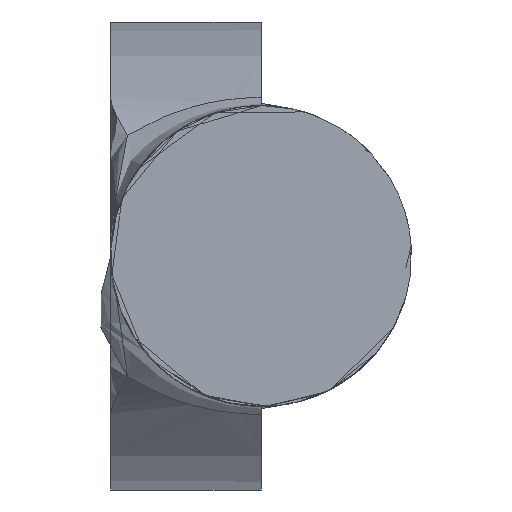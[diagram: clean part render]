
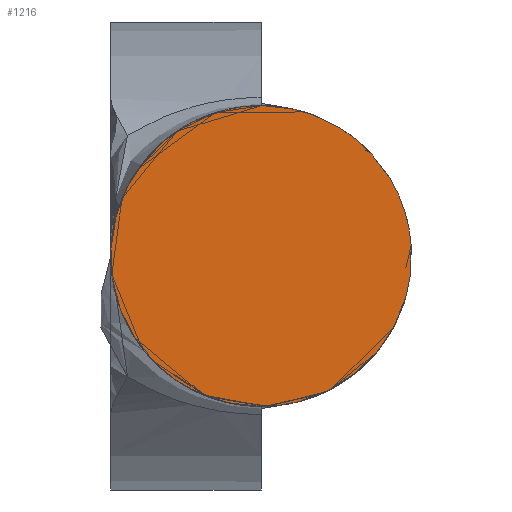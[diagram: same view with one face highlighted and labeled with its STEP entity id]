
A CAD part, left-side view. The second image highlights one B-rep face of the part: STEP entity #1216.
In plain terms, the highlighted free-form (B-spline) face has degree [1, 1] with [2, 2] control points.
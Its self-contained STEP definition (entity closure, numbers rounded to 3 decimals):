
#256=CARTESIAN_POINT('',(-1200.0,-4.5,4.5));
#257=VERTEX_POINT('',#256);
#258=CARTESIAN_POINT('',(-1200.0,-7.778,3.083));
#259=VERTEX_POINT('',#258);
#260=CARTESIAN_POINT('',(-1200.0,-4.5,4.5));
#261=CARTESIAN_POINT('',(-1200.,-6.445,4.5));
#262=CARTESIAN_POINT('',(-1200.0,-7.778,3.083));
#270=(BOUNDED_CURVE()B_SPLINE_CURVE(2,(#260,#261,#262),.UNSPECIFIED.,.F.,.U.)B_SPLINE_CURVE_WITH_KNOTS((3,3),(0.5,0.63),.UNSPECIFIED.)CURVE()GEOMETRIC_REPRESENTATION_ITEM()RATIONAL_B_SPLINE_CURVE((1.0,0.848,0.854))REPRESENTATION_ITEM(''));
#271=EDGE_CURVE('',#257,#259,#270,.T.);
#421=CARTESIAN_POINT('',(-1200.0,-8.989,0.309));
#422=VERTEX_POINT('',#421);
#428=CARTESIAN_POINT('',(-1200.0,-4.5,-4.5));
#429=VERTEX_POINT('',#428);
#430=CARTESIAN_POINT('',(-1200.0,-8.989,0.309));
#431=CARTESIAN_POINT('',(-1200.0,-9.0,0.155));
#432=CARTESIAN_POINT('',(-1200.0,-9.0,0.));
#433=CARTESIAN_POINT('',(-1200.0,-9.0,-4.5));
#434=CARTESIAN_POINT('',(-1200.0,-4.5,-4.5));
#442=(BOUNDED_CURVE()B_SPLINE_CURVE(2,(#430,#431,#432,#433,#434),.UNSPECIFIED.,.F.,.U.)B_SPLINE_CURVE_WITH_KNOTS((3,2,3),(0.738,0.75,1.0),.UNSPECIFIED.)CURVE()GEOMETRIC_REPRESENTATION_ITEM()RATIONAL_B_SPLINE_CURVE((0.973,0.986,1.0,0.707,1.0))REPRESENTATION_ITEM(''));
#443=EDGE_CURVE('',#422,#429,#442,.T.);
#445=CARTESIAN_POINT('',(-1200.0,-4.5,-4.5));
#446=CARTESIAN_POINT('',(-1200.0,0.0,-4.5));
#447=CARTESIAN_POINT('',(-1200.0,0.0,0.));
#448=CARTESIAN_POINT('',(-1200.0,0.0,4.5));
#449=CARTESIAN_POINT('',(-1200.0,-4.5,4.5));
#457=(BOUNDED_CURVE()B_SPLINE_CURVE(2,(#445,#446,#447,#448,#449),.UNSPECIFIED.,.F.,.U.)B_SPLINE_CURVE_WITH_KNOTS((3,2,3),(0.0,0.25,0.5),.UNSPECIFIED.)CURVE()GEOMETRIC_REPRESENTATION_ITEM()RATIONAL_B_SPLINE_CURVE((1.0,0.707,1.0,0.707,1.0))REPRESENTATION_ITEM(''));
#458=EDGE_CURVE('',#429,#257,#457,.T.);
#481=CARTESIAN_POINT('',(-1200.0,-7.778,3.083));
#482=CARTESIAN_POINT('',(-1200.,-8.879,1.912));
#483=CARTESIAN_POINT('',(-1200.,-8.989,0.309));
#491=(BOUNDED_CURVE()B_SPLINE_CURVE(2,(#481,#482,#483),.UNSPECIFIED.,.F.,.U.)B_SPLINE_CURVE_WITH_KNOTS((3,3),(0.63,0.738),.UNSPECIFIED.)CURVE()GEOMETRIC_REPRESENTATION_ITEM()RATIONAL_B_SPLINE_CURVE((0.854,0.858,0.973))REPRESENTATION_ITEM(''));
#492=EDGE_CURVE('',#259,#422,#491,.T.);
#1205=CARTESIAN_POINT('',(-1200.0,-9.449,-4.95));
#1206=CARTESIAN_POINT('',(-1200.0,0.45,-4.95));
#1207=CARTESIAN_POINT('',(-1200.0,-9.449,4.95));
#1208=CARTESIAN_POINT('',(-1200.0,0.45,4.95));
#1209=B_SPLINE_SURFACE_WITH_KNOTS('',1,1,((#1205,#1207),(#1206,#1208)),.UNSPECIFIED.,.F.,.F.,.U.,(2,2),(2,2),(0.0,9.899),(0.0,9.899),.UNSPECIFIED.);
#1210=ORIENTED_EDGE('',*,*,#443,.F.);
#1211=ORIENTED_EDGE('',*,*,#492,.F.);
#1212=ORIENTED_EDGE('',*,*,#271,.F.);
#1213=ORIENTED_EDGE('',*,*,#458,.F.);
#1214=EDGE_LOOP('',(#1210,#1211,#1212,#1213));
#1215=FACE_OUTER_BOUND('',#1214,.T.);
#1216=ADVANCED_FACE('',(#1215),#1209,.F.);
